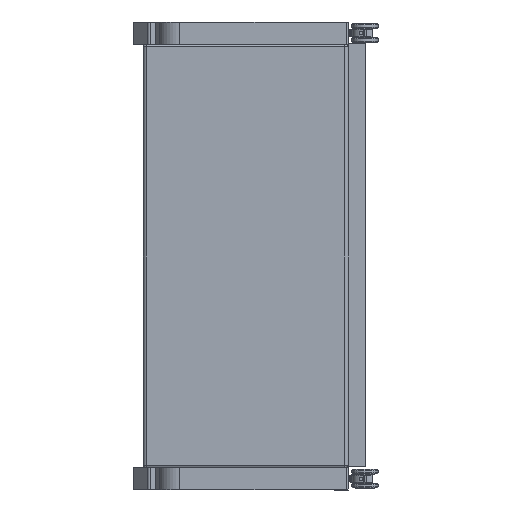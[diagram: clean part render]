
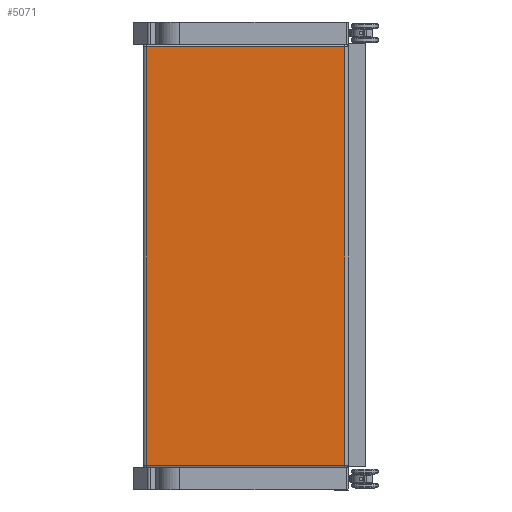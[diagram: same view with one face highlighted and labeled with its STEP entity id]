
A CAD part, left-side view. The second image highlights one B-rep face of the part: STEP entity #5071.
In plain terms, the highlighted face is planar.
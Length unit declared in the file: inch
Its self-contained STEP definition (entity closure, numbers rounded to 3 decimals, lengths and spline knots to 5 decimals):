
#445=PLANE('',#5645);
#635=FACE_OUTER_BOUND('',#967,.T.);
#967=EDGE_LOOP('',(#3839,#3840,#3841,#3842));
#1383=LINE('',#8936,#1746);
#1388=LINE('',#8949,#1751);
#1389=LINE('',#8953,#1752);
#1390=LINE('',#8954,#1753);
#1746=VECTOR('',#6503,0.3937);
#1751=VECTOR('',#6516,0.3937);
#1752=VECTOR('',#6521,26.5);
#1753=VECTOR('',#6522,0.3937);
#2382=VERTEX_POINT('',#8854);
#2399=VERTEX_POINT('',#8919);
#2403=VERTEX_POINT('',#8948);
#2404=VERTEX_POINT('',#8952);
#2940=EDGE_CURVE('',#2382,#2399,#1383,.T.);
#2946=EDGE_CURVE('',#2399,#2403,#1388,.T.);
#2948=EDGE_CURVE('',#2404,#2382,#1389,.T.);
#2949=EDGE_CURVE('',#2403,#2404,#1390,.T.);
#3839=ORIENTED_EDGE('',*,*,#2940,.F.);
#3840=ORIENTED_EDGE('',*,*,#2948,.F.);
#3841=ORIENTED_EDGE('',*,*,#2949,.F.);
#3842=ORIENTED_EDGE('',*,*,#2946,.F.);
#5071=ADVANCED_FACE('',(#635),#445,.T.);
#5645=AXIS2_PLACEMENT_3D('',#8951,#6519,#6520);
#6503=DIRECTION('',(1.,0.,0.));
#6516=DIRECTION('',(0.,0.,-1.));
#6519=DIRECTION('center_axis',(0.,-1.,0.));
#6520=DIRECTION('ref_axis',(0.,0.,-1.));
#6521=DIRECTION('',(0.,0.,1.));
#6522=DIRECTION('',(-1.,0.,0.));
#8854=CARTESIAN_POINT('',(20.0282,18.44801,73.25));
#8919=CARTESIAN_POINT('',(42.2782,18.44801,73.25));
#8936=CARTESIAN_POINT('',(35.3303,18.44801,73.25));
#8948=CARTESIAN_POINT('',(42.2782,18.44801,26.25));
#8949=CARTESIAN_POINT('',(42.2782,18.44801,30.));
#8951=CARTESIAN_POINT('Origin',(40.7782,18.44801,30.));
#8952=CARTESIAN_POINT('',(20.0282,18.44801,26.25));
#8953=CARTESIAN_POINT('',(20.0282,18.44801,30.25));
#8954=CARTESIAN_POINT('',(35.46724,18.44801,26.25));
